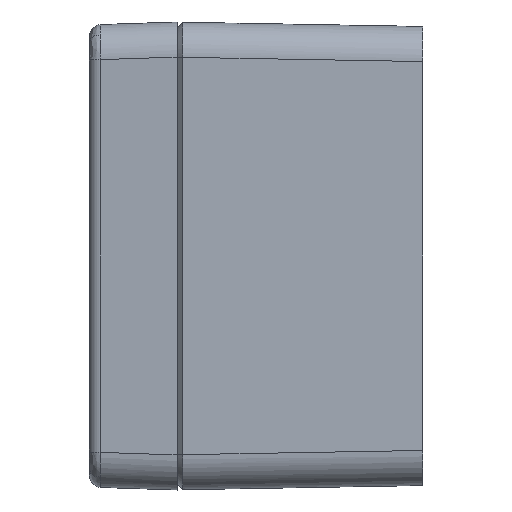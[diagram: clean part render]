
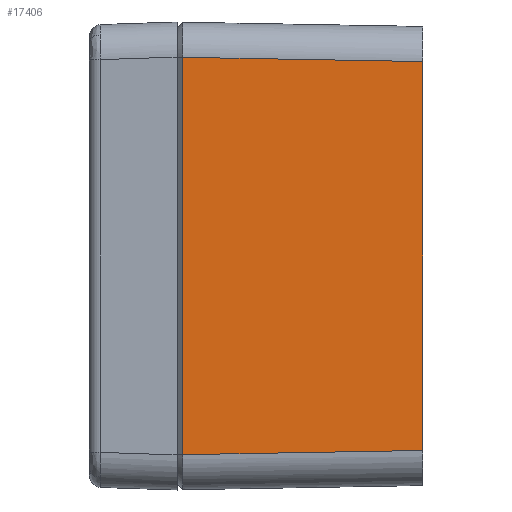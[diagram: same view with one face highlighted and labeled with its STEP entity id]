
A CAD part, left-side view. The second image highlights one B-rep face of the part: STEP entity #17406.
In plain terms, the highlighted planar face has unit normal (-1, -0.018, 0).
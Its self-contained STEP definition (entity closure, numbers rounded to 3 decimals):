
#1404=PLANE('',#18712);
#2325=LINE('',#37737,#3744);
#2411=LINE('',#38736,#3830);
#2420=LINE('',#38781,#3839);
#2425=LINE('',#38802,#3844);
#3744=VECTOR('',#20934,1000.);
#3830=VECTOR('',#21228,1000.);
#3839=VECTOR('',#21247,1000.);
#3844=VECTOR('',#21256,1000.);
#5448=FACE_OUTER_BOUND('',#6693,.T.);
#6693=EDGE_LOOP('',(#14479,#14480,#14481,#14482));
#8618=VERTEX_POINT('',#37734);
#8619=VERTEX_POINT('',#37736);
#8731=VERTEX_POINT('',#38722);
#8736=VERTEX_POINT('',#38780);
#10624=EDGE_CURVE('',#8619,#8618,#2325,.T.);
#10798=EDGE_CURVE('',#8618,#8731,#2411,.T.);
#10809=EDGE_CURVE('',#8736,#8619,#2420,.T.);
#10815=EDGE_CURVE('',#8731,#8736,#2425,.T.);
#14479=ORIENTED_EDGE('',*,*,#10798,.T.);
#14480=ORIENTED_EDGE('',*,*,#10815,.T.);
#14481=ORIENTED_EDGE('',*,*,#10809,.T.);
#14482=ORIENTED_EDGE('',*,*,#10624,.T.);
#17406=ADVANCED_FACE('',(#5448),#1404,.T.);
#18712=AXIS2_PLACEMENT_3D('',#38801,#21254,#21255);
#20934=DIRECTION('',(0.,0.,1.));
#21228=DIRECTION('',(-0.017,1.,0.017));
#21247=DIRECTION('',(0.017,-1.,0.017));
#21254=DIRECTION('center_axis',(-1.,-0.017,
0.));
#21255=DIRECTION('ref_axis',(0.017,-1.,0.));
#21256=DIRECTION('',(0.,0.,-1.));
#37734=CARTESIAN_POINT('',(-86.741,-43.5,33.242));
#37736=CARTESIAN_POINT('',(-86.741,-43.5,-33.242));
#37737=CARTESIAN_POINT('',(-86.741,-43.5,-40.));
#38722=CARTESIAN_POINT('',(-87.457,-2.483,33.958));
#38736=CARTESIAN_POINT('',(-87.477,-1.291,33.978));
#38780=CARTESIAN_POINT('',(-87.457,-2.483,-33.958));
#38781=CARTESIAN_POINT('',(-87.502,0.105,-34.003));
#38801=CARTESIAN_POINT('Origin',(-87.5,0.,-40.));
#38802=CARTESIAN_POINT('',(-87.457,-2.483,-40.));
